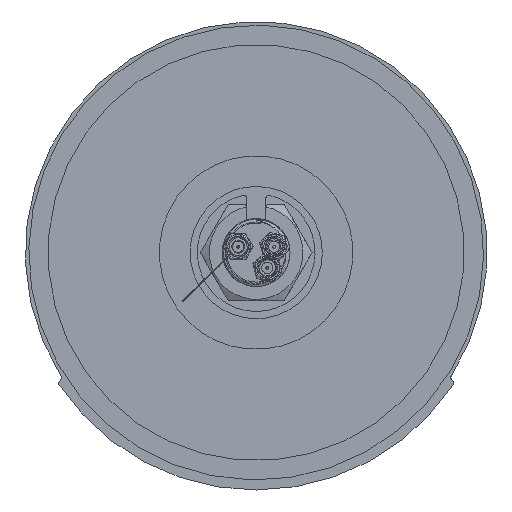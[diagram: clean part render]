
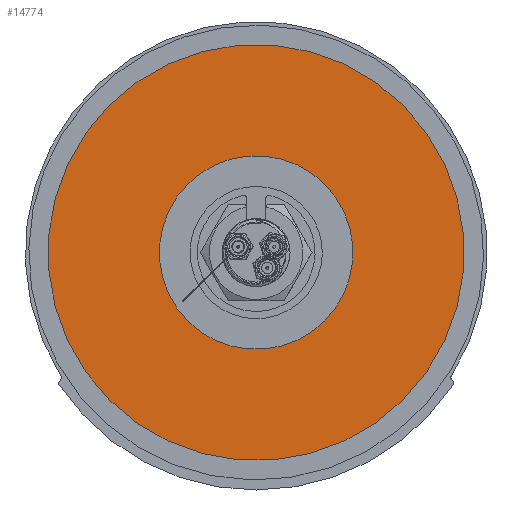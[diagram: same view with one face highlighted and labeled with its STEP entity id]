
A CAD part, front view. The second image highlights one B-rep face of the part: STEP entity #14774.
In plain terms, the highlighted planar face has unit normal (0, -1, 0).
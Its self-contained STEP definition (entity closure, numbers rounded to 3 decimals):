
#293 = ORIENTED_EDGE ( 'NONE', *, *, #12095, .T. ) ;
#307 = DIRECTION ( 'NONE',  ( 0.996, 0., -0.088 ) ) ;
#2523 = CARTESIAN_POINT ( 'NONE',  ( 0., -5.3, 0. ) ) ;
#2861 = AXIS2_PLACEMENT_3D ( 'NONE', #2523, #26336, #28724 ) ;
#3978 = EDGE_CURVE ( 'NONE', #12797, #30703, #24727, .T. ) ;
#6186 = DIRECTION ( 'NONE',  ( 0., 1., 0. ) ) ;
#6385 = CARTESIAN_POINT ( 'NONE',  ( 0., -5.3, 0. ) ) ;
#8385 = EDGE_LOOP ( 'NONE', ( #19119, #17188 ) ) ;
#9475 = AXIS2_PLACEMENT_3D ( 'NONE', #29083, #10049, #29288 ) ;
#10049 = DIRECTION ( 'NONE',  ( 0., 1., 0. ) ) ;
#10607 = AXIS2_PLACEMENT_3D ( 'NONE', #14171, #30739, #21309 ) ;
#12095 = EDGE_CURVE ( 'NONE', #30703, #12797, #26606, .T. ) ;
#12797 = VERTEX_POINT ( 'NONE', #16387 ) ;
#12950 = FACE_BOUND ( 'NONE', #24618, .T. ) ;
#14171 = CARTESIAN_POINT ( 'NONE',  ( 0., -5.3, 0. ) ) ;
#14774 = ADVANCED_FACE ( 'NONE', ( #15580, #12950 ), #20920, .F. ) ;
#15075 = AXIS2_PLACEMENT_3D ( 'NONE', #26097, #16689, #307 ) ;
#15580 = FACE_OUTER_BOUND ( 'NONE', #8385, .T. ) ;
#16387 = CARTESIAN_POINT ( 'NONE',  ( -2.642, -5.3, -29.883 ) ) ;
#16689 = DIRECTION ( 'NONE',  ( 0., 1., 0. ) ) ;
#17188 = ORIENTED_EDGE ( 'NONE', *, *, #20217, .F. ) ;
#17720 = ORIENTED_EDGE ( 'NONE', *, *, #3978, .T. ) ;
#18054 = EDGE_CURVE ( 'NONE', #28579, #25325, #22547, .T. ) ;
#19112 = CARTESIAN_POINT ( 'NONE',  ( 2.642, -5.3, 29.883 ) ) ;
#19119 = ORIENTED_EDGE ( 'NONE', *, *, #18054, .F. ) ;
#20217 = EDGE_CURVE ( 'NONE', #25325, #28579, #28006, .T. ) ;
#20920 = PLANE ( 'NONE',  #15075 ) ;
#21309 = DIRECTION ( 'NONE',  ( 0.088, 0., 0.996 ) ) ;
#21794 = CARTESIAN_POINT ( 'NONE',  ( 5.68, -5.3, 64.249 ) ) ;
#22547 = CIRCLE ( 'NONE', #10607, 64.5 ) ;
#22726 = DIRECTION ( 'NONE',  ( 0.088, 0., 0.996 ) ) ;
#23689 = CARTESIAN_POINT ( 'NONE',  ( -5.68, -5.3, -64.249 ) ) ;
#24618 = EDGE_LOOP ( 'NONE', ( #17720, #293 ) ) ;
#24727 = CIRCLE ( 'NONE', #2861, 30. ) ;
#25308 = AXIS2_PLACEMENT_3D ( 'NONE', #6385, #6186, #22726 ) ;
#25325 = VERTEX_POINT ( 'NONE', #21794 ) ;
#26097 = CARTESIAN_POINT ( 'NONE',  ( 0., -5.3, 0. ) ) ;
#26336 = DIRECTION ( 'NONE',  ( 0., 1., 0. ) ) ;
#26606 = CIRCLE ( 'NONE', #25308, 30. ) ;
#28006 = CIRCLE ( 'NONE', #9475, 64.5 ) ;
#28579 = VERTEX_POINT ( 'NONE', #23689 ) ;
#28724 = DIRECTION ( 'NONE',  ( 0.088, 0., 0.996 ) ) ;
#29083 = CARTESIAN_POINT ( 'NONE',  ( 0., -5.3, 0. ) ) ;
#29288 = DIRECTION ( 'NONE',  ( 0.088, 0., 0.996 ) ) ;
#30703 = VERTEX_POINT ( 'NONE', #19112 ) ;
#30739 = DIRECTION ( 'NONE',  ( 0., 1., 0. ) ) ;
